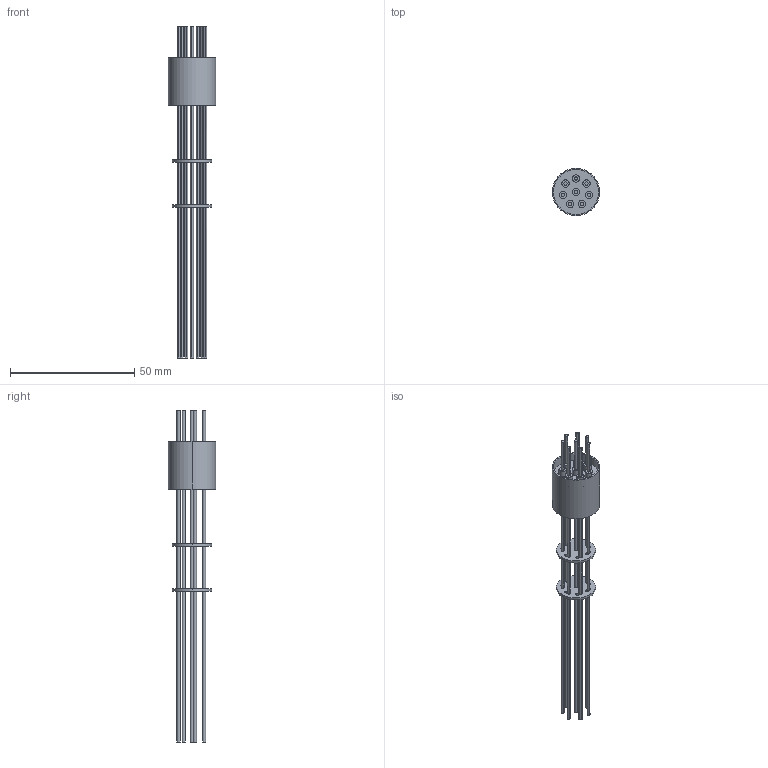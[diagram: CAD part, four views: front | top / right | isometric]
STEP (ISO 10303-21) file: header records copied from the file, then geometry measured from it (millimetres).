
FILE_DESCRIPTION (( 'STEP AP214' ), '1' );
FILE_NAME ('264-13CU1K-8.STEP', '2016-02-17T14:26:06', ( 'allectra' ), ( 'Microsoft' ), 'SwSTEP 2.0', 'SolidWorks 2014', '' );
FILE_SCHEMA (( 'AUTOMOTIVE_DESIGN' ));
Length unit declared in the file: millimetre
Products named in the file (2): 264-13CU1K-8
Bounding box: 18.97 x 18.97 x 133.35 mm (x, y, z)
Volume: 3489.4 mm3; surface area: 8630.7 mm2
Topology: 1 solids, 4 shells, 264 faces, 682 edges, 446 vertices
Faces by surface type: cylinder 174, plane 56, cone 18, torus 16
Entity records: 8750 total; most frequent: CARTESIAN_POINT 1719, DIRECTION 1648, ORIENTED_EDGE 1364, AXIS2_PLACEMENT_3D 714, EDGE_CURVE 682, CIRCLE 448, VERTEX_POINT 446, EDGE_LOOP 346
